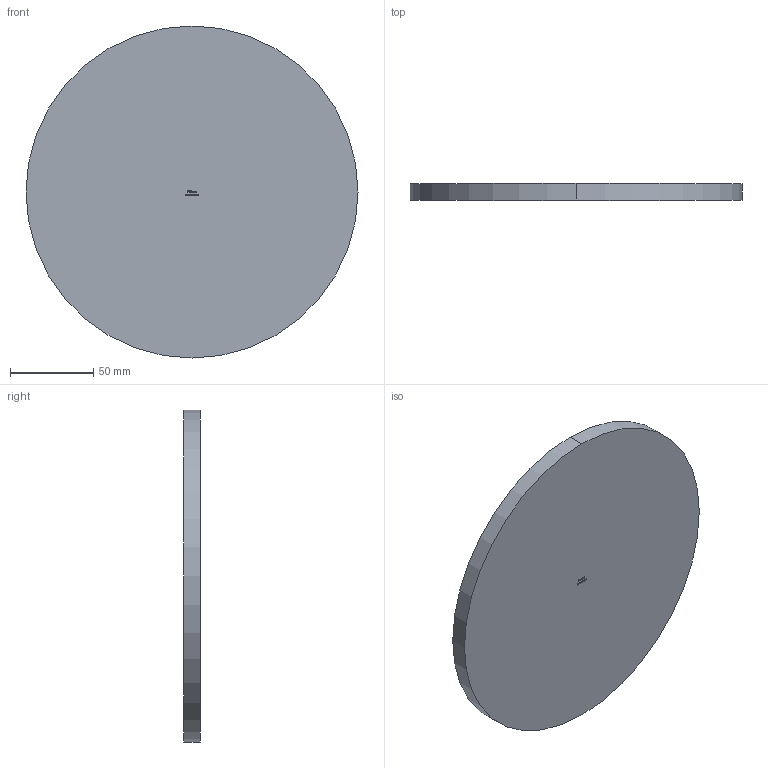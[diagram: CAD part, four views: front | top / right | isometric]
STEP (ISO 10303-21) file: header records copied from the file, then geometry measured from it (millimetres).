
FILE_DESCRIPTION (( 'STEP AP203' ), '1' );
FILE_NAME ('53200-240-10-R.step', '2020-10-16T11:30:54', ( '' ), ( '' ), 'SwSTEP 2.0', 'SolidWorks 2018', '' );
FILE_SCHEMA (( 'CONFIG_CONTROL_DESIGN' ));
Length unit declared in the file: millimetre
Products named in the file (2): 53200-240-10-R
Bounding box: 200 x 10 x 200 mm (x, y, z)
Volume: 314159 mm3; surface area: 69122.1 mm2
Topology: 1 solids, 1 shells, 275 faces, 726 edges, 484 vertices
Faces by surface type: plane 150, bspline 123, cylinder 2
Entity records: 15861 total; most frequent: CARTESIAN_POINT 9730, ORIENTED_EDGE 1452, DIRECTION 792, EDGE_CURVE 726, VERTEX_POINT 484, LINE 476, VECTOR 476, EDGE_LOOP 306
